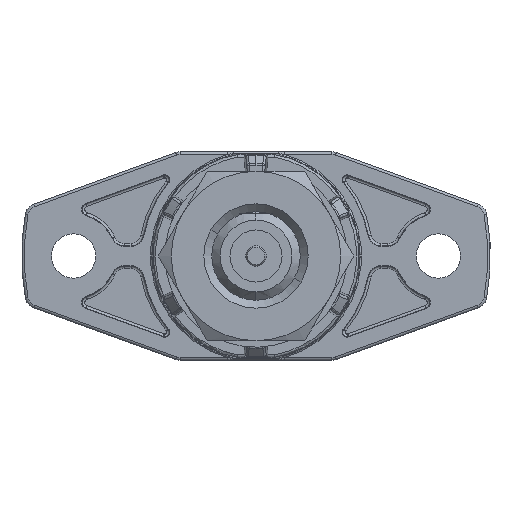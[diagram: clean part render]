
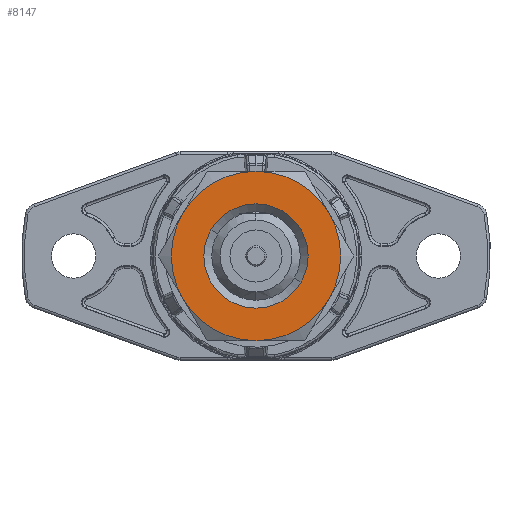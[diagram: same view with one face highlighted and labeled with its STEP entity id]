
A CAD part, front view. The second image highlights one B-rep face of the part: STEP entity #8147.
In plain terms, the highlighted planar face has unit normal (0, -1, 0).
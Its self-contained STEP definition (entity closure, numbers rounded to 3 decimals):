
#96 = AXIS2_PLACEMENT_3D ( 'NONE', #47155, #30308, #46627 ) ;
#597 = DIRECTION ( 'NONE',  ( 0., 1., 0. ) ) ;
#1062 = EDGE_CURVE ( 'NONE', #35721, #30545, #26903, .T. ) ;
#3701 = FACE_OUTER_BOUND ( 'NONE', #9809, .T. ) ;
#3957 = DIRECTION ( 'NONE',  ( 0.866, 0., -0.5 ) ) ;
#4241 = ORIENTED_EDGE ( 'NONE', *, *, #1062, .T. ) ;
#4595 = CARTESIAN_POINT ( 'NONE',  ( 0., -13., 0. ) ) ;
#5859 = DIRECTION ( 'NONE',  ( 0.866, 0., -0.5 ) ) ;
#6018 = CARTESIAN_POINT ( 'NONE',  ( 0., -13., 0. ) ) ;
#6823 = DIRECTION ( 'NONE',  ( 0., -1., 0. ) ) ;
#7404 = CIRCLE ( 'NONE', #24443, 6.5 ) ;
#7449 = ORIENTED_EDGE ( 'NONE', *, *, #13801, .T. ) ;
#7492 = CARTESIAN_POINT ( 'NONE',  ( -5.629, -13., -3.25 ) ) ;
#7755 = CIRCLE ( 'NONE', #96, 6.5 ) ;
#7953 = CARTESIAN_POINT ( 'NONE',  ( 5.629, -13., -3.25 ) ) ;
#8147 = ADVANCED_FACE ( 'NONE', ( #24512, #3701 ), #36269, .F. ) ;
#8261 = ORIENTED_EDGE ( 'NONE', *, *, #33244, .T. ) ;
#8789 = CIRCLE ( 'NONE', #19013, 6.5 ) ;
#9090 = VERTEX_POINT ( 'NONE', #37984 ) ;
#9308 = CARTESIAN_POINT ( 'NONE',  ( 0., -13., -6.5 ) ) ;
#9809 = EDGE_LOOP ( 'NONE', ( #21110, #34355, #14324, #23550, #25250, #7449 ) ) ;
#10380 = CARTESIAN_POINT ( 'NONE',  ( 0., -13., 0. ) ) ;
#10915 = CIRCLE ( 'NONE', #40772, 4. ) ;
#11432 = DIRECTION ( 'NONE',  ( 0.866, 0., -0.5 ) ) ;
#11844 = CIRCLE ( 'NONE', #30626, 6.5 ) ;
#13793 = DIRECTION ( 'NONE',  ( 0., -1., 0. ) ) ;
#13801 = EDGE_CURVE ( 'NONE', #52863, #18409, #7755, .T. ) ;
#14324 = ORIENTED_EDGE ( 'NONE', *, *, #26158, .T. ) ;
#14847 = CIRCLE ( 'NONE', #32801, 6.5 ) ;
#15007 = EDGE_LOOP ( 'NONE', ( #4241, #8261 ) ) ;
#15073 = CARTESIAN_POINT ( 'NONE',  ( 0., -13., 0. ) ) ;
#16388 = DIRECTION ( 'NONE',  ( 0.866, 0., -0.5 ) ) ;
#16873 = DIRECTION ( 'NONE',  ( 0.866, 0., -0.5 ) ) ;
#18409 = VERTEX_POINT ( 'NONE', #9308 ) ;
#18558 = CIRCLE ( 'NONE', #43332, 6.5 ) ;
#19013 = AXIS2_PLACEMENT_3D ( 'NONE', #15073, #6823, #31375 ) ;
#20732 = EDGE_CURVE ( 'NONE', #26309, #21869, #8789, .T. ) ;
#21110 = ORIENTED_EDGE ( 'NONE', *, *, #43883, .F. ) ;
#21869 = VERTEX_POINT ( 'NONE', #34420 ) ;
#23550 = ORIENTED_EDGE ( 'NONE', *, *, #48242, .T. ) ;
#24443 = AXIS2_PLACEMENT_3D ( 'NONE', #40027, #34488, #11432 ) ;
#24480 = CARTESIAN_POINT ( 'NONE',  ( -3.464, -13., 2. ) ) ;
#24512 = FACE_BOUND ( 'NONE', #15007, .T. ) ;
#25250 = ORIENTED_EDGE ( 'NONE', *, *, #49356, .T. ) ;
#25815 = DIRECTION ( 'NONE',  ( 0.866, 0., -0.5 ) ) ;
#26158 = EDGE_CURVE ( 'NONE', #21869, #9090, #14847, .T. ) ;
#26309 = VERTEX_POINT ( 'NONE', #7953 ) ;
#26695 = CARTESIAN_POINT ( 'NONE',  ( 3.464, -13., -2. ) ) ;
#26903 = CIRCLE ( 'NONE', #32017, 4. ) ;
#30308 = DIRECTION ( 'NONE',  ( 0., -1., 0. ) ) ;
#30545 = VERTEX_POINT ( 'NONE', #26695 ) ;
#30626 = AXIS2_PLACEMENT_3D ( 'NONE', #35370, #51673, #16388 ) ;
#31375 = DIRECTION ( 'NONE',  ( 0.866, 0., -0.5 ) ) ;
#32001 = VERTEX_POINT ( 'NONE', #50443 ) ;
#32017 = AXIS2_PLACEMENT_3D ( 'NONE', #6018, #47395, #39636 ) ;
#32801 = AXIS2_PLACEMENT_3D ( 'NONE', #10380, #34946, #5859 ) ;
#33244 = EDGE_CURVE ( 'NONE', #30545, #35721, #10915, .T. ) ;
#34355 = ORIENTED_EDGE ( 'NONE', *, *, #20732, .T. ) ;
#34420 = CARTESIAN_POINT ( 'NONE',  ( 5.629, -13., 3.25 ) ) ;
#34488 = DIRECTION ( 'NONE',  ( 0., -1., 0. ) ) ;
#34946 = DIRECTION ( 'NONE',  ( 0., -1., 0. ) ) ;
#35370 = CARTESIAN_POINT ( 'NONE',  ( 0., -13., 0. ) ) ;
#35721 = VERTEX_POINT ( 'NONE', #24480 ) ;
#36012 = CARTESIAN_POINT ( 'NONE',  ( -11.258, -13., 6.5 ) ) ;
#36269 = PLANE ( 'NONE',  #40990 ) ;
#37984 = CARTESIAN_POINT ( 'NONE',  ( 0., -13., 6.5 ) ) ;
#39636 = DIRECTION ( 'NONE',  ( 0.866, 0., -0.5 ) ) ;
#40027 = CARTESIAN_POINT ( 'NONE',  ( 0., -13., 0. ) ) ;
#40772 = AXIS2_PLACEMENT_3D ( 'NONE', #4595, #597, #16873 ) ;
#40990 = AXIS2_PLACEMENT_3D ( 'NONE', #36012, #41084, #3957 ) ;
#41084 = DIRECTION ( 'NONE',  ( 0., 1., 0. ) ) ;
#43332 = AXIS2_PLACEMENT_3D ( 'NONE', #46146, #13793, #25815 ) ;
#43883 = EDGE_CURVE ( 'NONE', #26309, #18409, #11844, .T. ) ;
#46146 = CARTESIAN_POINT ( 'NONE',  ( 0., -13., 0. ) ) ;
#46627 = DIRECTION ( 'NONE',  ( 0.866, 0., -0.5 ) ) ;
#47155 = CARTESIAN_POINT ( 'NONE',  ( 0., -13., 0. ) ) ;
#47395 = DIRECTION ( 'NONE',  ( 0., 1., 0. ) ) ;
#48242 = EDGE_CURVE ( 'NONE', #9090, #32001, #7404, .T. ) ;
#49356 = EDGE_CURVE ( 'NONE', #32001, #52863, #18558, .T. ) ;
#50443 = CARTESIAN_POINT ( 'NONE',  ( -5.629, -13., 3.25 ) ) ;
#51673 = DIRECTION ( 'NONE',  ( 0., 1., 0. ) ) ;
#52863 = VERTEX_POINT ( 'NONE', #7492 ) ;
